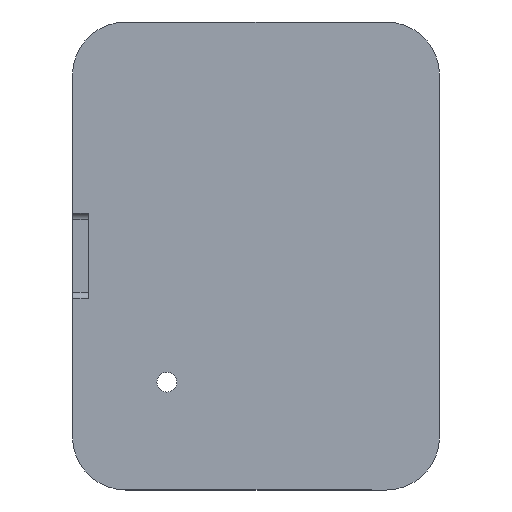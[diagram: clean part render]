
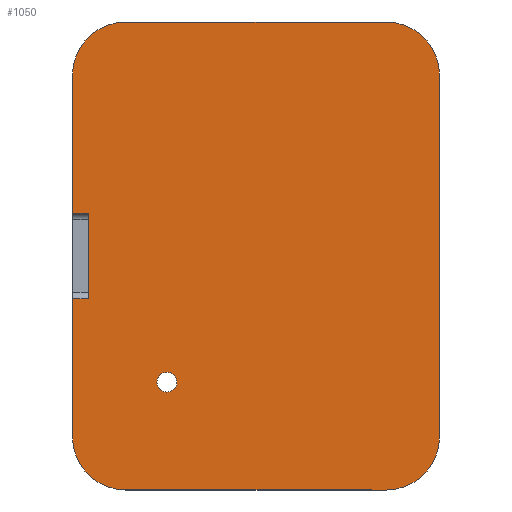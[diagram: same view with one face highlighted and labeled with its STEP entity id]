
A CAD part, front view. The second image highlights one B-rep face of the part: STEP entity #1050.
In plain terms, the highlighted planar face has unit normal (0, -1, 0).
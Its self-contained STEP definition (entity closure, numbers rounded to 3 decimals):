
#21=FACE_BOUND('',#161,.T.);
#46=PLANE('',#1193);
#100=FACE_OUTER_BOUND('',#160,.T.);
#160=EDGE_LOOP('',(#955,#956,#957,#958,#959,#960,#961,#962,#963,#964,#965,
#966));
#161=EDGE_LOOP('',(#967));
#211=LINE('',#1738,#296);
#215=LINE('',#1745,#300);
#216=LINE('',#1747,#301);
#217=LINE('',#1750,#302);
#220=LINE('',#1754,#305);
#223=LINE('',#1762,#308);
#226=LINE('',#1770,#311);
#228=LINE('',#1777,#313);
#296=VECTOR('',#1405,10.);
#300=VECTOR('',#1411,10.);
#301=VECTOR('',#1414,10.);
#302=VECTOR('',#1417,10.);
#305=VECTOR('',#1420,10.);
#308=VECTOR('',#1429,10.);
#311=VECTOR('',#1438,10.);
#313=VECTOR('',#1446,10.);
#334=CIRCLE('',#1074,1.875);
#385=CIRCLE('',#1155,10.);
#386=CIRCLE('',#1158,10.);
#387=CIRCLE('',#1161,10.);
#388=CIRCLE('',#1164,10.);
#403=VERTEX_POINT('',#1533);
#480=VERTEX_POINT('',#1735);
#481=VERTEX_POINT('',#1737);
#482=VERTEX_POINT('',#1741);
#483=VERTEX_POINT('',#1743);
#484=VERTEX_POINT('',#1749);
#485=VERTEX_POINT('',#1752);
#486=VERTEX_POINT('',#1756);
#487=VERTEX_POINT('',#1760);
#488=VERTEX_POINT('',#1764);
#489=VERTEX_POINT('',#1768);
#490=VERTEX_POINT('',#1772);
#491=VERTEX_POINT('',#1776);
#509=EDGE_CURVE('',#403,#403,#334,.T.);
#608=EDGE_CURVE('',#481,#480,#211,.T.);
#612=EDGE_CURVE('',#482,#483,#215,.T.);
#613=EDGE_CURVE('',#483,#481,#216,.T.);
#614=EDGE_CURVE('',#482,#484,#217,.T.);
#617=EDGE_CURVE('',#485,#480,#220,.T.);
#619=EDGE_CURVE('',#486,#485,#385,.T.);
#621=EDGE_CURVE('',#487,#486,#223,.T.);
#623=EDGE_CURVE('',#488,#487,#386,.T.);
#625=EDGE_CURVE('',#489,#488,#226,.T.);
#626=EDGE_CURVE('',#484,#490,#387,.T.);
#628=EDGE_CURVE('',#490,#491,#228,.T.);
#630=EDGE_CURVE('',#491,#489,#388,.T.);
#955=ORIENTED_EDGE('',*,*,#608,.T.);
#956=ORIENTED_EDGE('',*,*,#617,.F.);
#957=ORIENTED_EDGE('',*,*,#619,.F.);
#958=ORIENTED_EDGE('',*,*,#621,.F.);
#959=ORIENTED_EDGE('',*,*,#623,.F.);
#960=ORIENTED_EDGE('',*,*,#625,.F.);
#961=ORIENTED_EDGE('',*,*,#630,.F.);
#962=ORIENTED_EDGE('',*,*,#628,.F.);
#963=ORIENTED_EDGE('',*,*,#626,.F.);
#964=ORIENTED_EDGE('',*,*,#614,.F.);
#965=ORIENTED_EDGE('',*,*,#612,.T.);
#966=ORIENTED_EDGE('',*,*,#613,.T.);
#967=ORIENTED_EDGE('',*,*,#509,.T.);
#1050=ADVANCED_FACE('',(#100,#21),#46,.T.);
#1074=AXIS2_PLACEMENT_3D('',#1535,#1203,#1204);
#1155=AXIS2_PLACEMENT_3D('',#1758,#1424,#1425);
#1158=AXIS2_PLACEMENT_3D('',#1766,#1433,#1434);
#1161=AXIS2_PLACEMENT_3D('',#1773,#1441,#1442);
#1164=AXIS2_PLACEMENT_3D('',#1780,#1450,#1451);
#1193=AXIS2_PLACEMENT_3D('',#1840,#1525,#1526);
#1203=DIRECTION('center_axis',(0.,1.,0.));
#1204=DIRECTION('ref_axis',(1.,0.,0.));
#1405=DIRECTION('',(-1.,0.,0.));
#1411=DIRECTION('',(1.,0.,0.));
#1414=DIRECTION('',(0.,0.,-1.));
#1417=DIRECTION('',(0.,0.,1.));
#1420=DIRECTION('',(0.,0.,1.));
#1424=DIRECTION('center_axis',(0.,1.,0.));
#1425=DIRECTION('ref_axis',(-0.707,0.,-0.707));
#1429=DIRECTION('',(-1.,0.,0.));
#1433=DIRECTION('center_axis',(0.,1.,0.));
#1434=DIRECTION('ref_axis',(0.707,0.,-0.707));
#1438=DIRECTION('',(0.,0.,-1.));
#1441=DIRECTION('center_axis',(0.,1.,0.));
#1442=DIRECTION('ref_axis',(-0.707,0.,0.707));
#1446=DIRECTION('',(1.,0.,0.));
#1450=DIRECTION('center_axis',(0.,1.,0.));
#1451=DIRECTION('ref_axis',(0.707,0.,0.707));
#1525=DIRECTION('center_axis',(0.,-1.,0.));
#1526=DIRECTION('ref_axis',(0.,0.,-1.));
#1533=CARTESIAN_POINT('',(-42.127,0.,5.309));
#1535=CARTESIAN_POINT('Origin',(-40.252,0.,5.309));
#1735=CARTESIAN_POINT('',(-58.032,0.,20.989));
#1737=CARTESIAN_POINT('',(-55.032,0.,20.989));
#1738=CARTESIAN_POINT('',(-40.745,0.,20.989));
#1741=CARTESIAN_POINT('',(-58.032,0.,37.189));
#1743=CARTESIAN_POINT('',(-55.032,0.,37.189));
#1745=CARTESIAN_POINT('',(-40.745,0.,37.189));
#1747=CARTESIAN_POINT('',(-55.032,0.,29.089));
#1749=CARTESIAN_POINT('',(-58.032,0.,63.189));
#1750=CARTESIAN_POINT('',(-58.032,0.,-15.011));
#1752=CARTESIAN_POINT('',(-58.032,0.,-5.011));
#1754=CARTESIAN_POINT('',(-58.032,0.,-15.011));
#1756=CARTESIAN_POINT('',(-48.032,0.,-15.011));
#1758=CARTESIAN_POINT('Origin',(-48.032,0.,-5.011));
#1760=CARTESIAN_POINT('',(1.118,0.,-15.011));
#1762=CARTESIAN_POINT('',(11.118,0.,-15.011));
#1764=CARTESIAN_POINT('',(11.118,0.,-5.011));
#1766=CARTESIAN_POINT('Origin',(1.118,0.,-5.011));
#1768=CARTESIAN_POINT('',(11.118,0.,63.189));
#1770=CARTESIAN_POINT('',(11.118,0.,73.189));
#1772=CARTESIAN_POINT('',(-48.032,0.,73.189));
#1773=CARTESIAN_POINT('Origin',(-48.032,0.,63.189));
#1776=CARTESIAN_POINT('',(1.118,0.,73.189));
#1777=CARTESIAN_POINT('',(-58.032,0.,73.189));
#1780=CARTESIAN_POINT('Origin',(1.118,0.,63.189));
#1840=CARTESIAN_POINT('Origin',(-23.457,0.,29.089));
